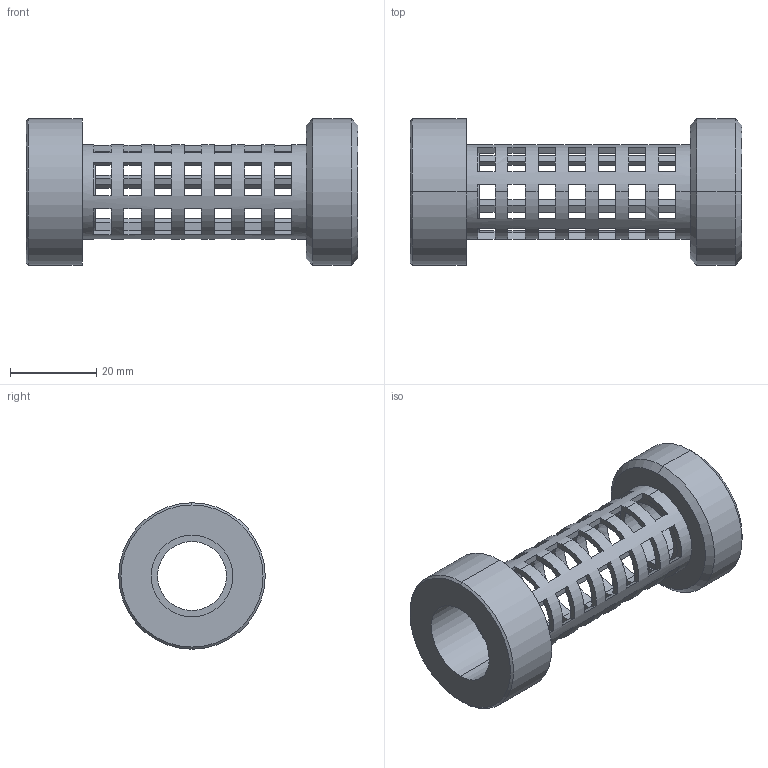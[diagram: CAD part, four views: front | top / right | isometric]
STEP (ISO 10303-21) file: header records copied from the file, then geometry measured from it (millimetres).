
FILE_DESCRIPTION (( 'STEP AP203' ), '1' );
FILE_NAME ('3D-M-7025_25_174801020.STEP', '2024-09-12T17:57:29', ( '' ), ( '' ), 'SwSTEP 2.0', 'SolidWorks 2024', '' );
FILE_SCHEMA (( 'CONFIG_CONTROL_DESIGN' ));
Length unit declared in the file: millimetre
Products named in the file (1): 3D-M-7025_25_174801020
Bounding box: 77 x 34 x 34 mm (x, y, z)
Volume: 19733.9 mm3; surface area: 11921.1 mm2
Topology: 1 solids, 1 shells, 202 faces, 663 edges, 436 vertices
Faces by surface type: plane 175, cylinder 21, cone 6
Entity records: 7600 total; most frequent: DIRECTION 1337, ORIENTED_EDGE 1326, CARTESIAN_POINT 1302, EDGE_CURVE 663, AXIS2_PLACEMENT_3D 471, VERTEX_POINT 436, VECTOR 395, LINE 395
